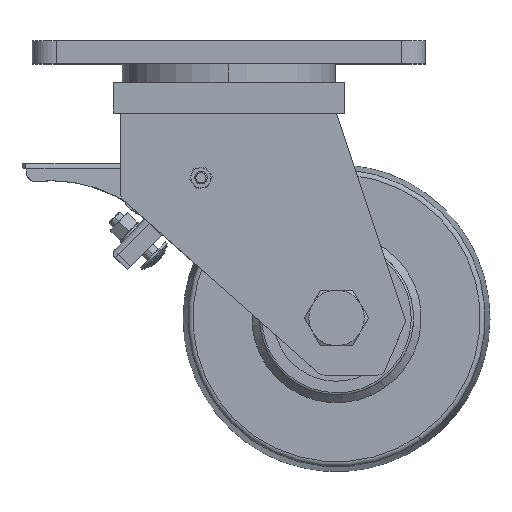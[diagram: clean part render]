
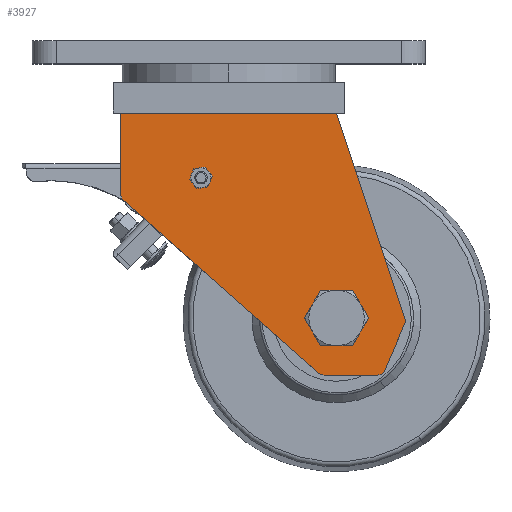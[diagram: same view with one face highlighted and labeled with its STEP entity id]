
A CAD part, top view. The second image highlights one B-rep face of the part: STEP entity #3927.
In plain terms, the highlighted planar face has unit normal (0, 0, 1).
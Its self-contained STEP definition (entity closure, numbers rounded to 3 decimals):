
#938 = DIRECTION ( 'NONE',  ( 0., 0., 1. ) ) ;
#955 = DIRECTION ( 'NONE',  ( 1., 0., 0. ) ) ;
#1279 = ORIENTED_EDGE ( 'NONE', *, *, #28894, .F. ) ;
#1441 = CARTESIAN_POINT ( 'NONE',  ( 66.781, -11.343, 97.674 ) ) ;
#1698 = AXIS2_PLACEMENT_3D ( 'NONE', #15124, #30008, #23978 ) ;
#1930 = LINE ( 'NONE', #16361, #14577 ) ;
#2232 = AXIS2_PLACEMENT_3D ( 'NONE', #34446, #30913, #22160 ) ;
#2507 = AXIS2_PLACEMENT_3D ( 'NONE', #27450, #30603, #33847 ) ;
#2641 = EDGE_CURVE ( 'NONE', #20434, #11351, #34655, .T. ) ;
#2649 = CARTESIAN_POINT ( 'NONE',  ( 146.675, -139.343, 97.674 ) ) ;
#3065 = ORIENTED_EDGE ( 'NONE', *, *, #20739, .F. ) ;
#3315 = VECTOR ( 'NONE', #11638, 1000. ) ;
#3557 = EDGE_CURVE ( 'NONE', #38330, #33755, #15709, .T. ) ;
#3573 = DIRECTION ( 'NONE',  ( 0.316, -0.949, 0. ) ) ;
#3755 = CIRCLE ( 'NONE', #27401, 12.5 ) ;
#3927 = ADVANCED_FACE ( 'NONE', ( #10087, #25062, #17109 ), #36888, .T. ) ;
#4659 = VERTEX_POINT ( 'NONE', #36490 ) ;
#4787 = AXIS2_PLACEMENT_3D ( 'NONE', #33730, #938, #13128 ) ;
#5158 = CIRCLE ( 'NONE', #4787, 5. ) ;
#5184 = DIRECTION ( 'NONE',  ( 0., 1., 0. ) ) ;
#5815 = LINE ( 'NONE', #19397, #19371 ) ;
#5981 = AXIS2_PLACEMENT_3D ( 'NONE', #31495, #19574, #32006 ) ;
#6142 = CARTESIAN_POINT ( 'NONE',  ( 167.281, -102.343, 97.674 ) ) ;
#6529 = VERTEX_POINT ( 'NONE', #6142 ) ;
#6538 = VERTEX_POINT ( 'NONE', #24154 ) ;
#6680 = CARTESIAN_POINT ( 'NONE',  ( 144.781, -139.343, 97.674 ) ) ;
#6818 = EDGE_LOOP ( 'NONE', ( #22205, #34853 ) ) ;
#6878 = EDGE_LOOP ( 'NONE', ( #1279, #17736, #38666, #8546, #22214, #21945, #7609, #3065, #13021, #19150 ) ) ;
#7305 = VECTOR ( 'NONE', #955, 1000. ) ;
#7609 = ORIENTED_EDGE ( 'NONE', *, *, #11526, .F. ) ;
#7729 = DIRECTION ( 'NONE',  ( 1., 0., 0. ) ) ;
#8071 = CARTESIAN_POINT ( 'NONE',  ( 66.781, -11.343, 97.674 ) ) ;
#8274 = CIRCLE ( 'NONE', #34155, 4.25 ) ;
#8546 = ORIENTED_EDGE ( 'NONE', *, *, #11915, .T. ) ;
#8752 = VERTEX_POINT ( 'NONE', #21145 ) ;
#9602 = CARTESIAN_POINT ( 'NONE',  ( 142.281, -102.343, 97.674 ) ) ;
#10050 = VERTEX_POINT ( 'NONE', #24251 ) ;
#10087 = FACE_BOUND ( 'NONE', #25208, .T. ) ;
#10472 = DIRECTION ( 'NONE',  ( -0.749, 0.663, 0. ) ) ;
#11062 = LINE ( 'NONE', #27617, #7305 ) ;
#11351 = VERTEX_POINT ( 'NONE', #2649 ) ;
#11526 = EDGE_CURVE ( 'NONE', #8752, #10050, #31934, .T. ) ;
#11638 = DIRECTION ( 'NONE',  ( -0.394, -0.919, 0. ) ) ;
#11915 = EDGE_CURVE ( 'NONE', #24515, #19329, #30500, .T. ) ;
#13021 = ORIENTED_EDGE ( 'NONE', *, *, #18808, .F. ) ;
#13128 = DIRECTION ( 'NONE',  ( 1., 0., 0. ) ) ;
#13648 = DIRECTION ( 'NONE',  ( 0., 0., 1. ) ) ;
#13709 = EDGE_CURVE ( 'NONE', #6538, #34076, #8274, .T. ) ;
#13963 = CARTESIAN_POINT ( 'NONE',  ( 186.079, -136.312, 97.674 ) ) ;
#14034 = CARTESIAN_POINT ( 'NONE',  ( 19.781, -22.09, 97.674 ) ) ;
#14577 = VECTOR ( 'NONE', #10472, 1000. ) ;
#15014 = AXIS2_PLACEMENT_3D ( 'NONE', #14034, #13648, #31682 ) ;
#15124 = CARTESIAN_POINT ( 'NONE',  ( 154.781, -102.343, 97.674 ) ) ;
#15178 = CARTESIAN_POINT ( 'NONE',  ( 154.781, -102.343, 97.674 ) ) ;
#15479 = CARTESIAN_POINT ( 'NONE',  ( 199.781, -104.343, 97.674 ) ) ;
#15709 = CIRCLE ( 'NONE', #15014, 5. ) ;
#16361 = CARTESIAN_POINT ( 'NONE',  ( 14.781, -24.343, 97.674 ) ) ;
#17035 = LINE ( 'NONE', #6680, #18410 ) ;
#17109 = FACE_BOUND ( 'NONE', #6818, .T. ) ;
#17736 = ORIENTED_EDGE ( 'NONE', *, *, #2641, .T. ) ;
#17738 = ORIENTED_EDGE ( 'NONE', *, *, #35068, .F. ) ;
#17892 = ORIENTED_EDGE ( 'NONE', *, *, #13709, .F. ) ;
#17895 = AXIS2_PLACEMENT_3D ( 'NONE', #8071, #34986, #28458 ) ;
#18410 = VECTOR ( 'NONE', #33583, 1000. ) ;
#18808 = EDGE_CURVE ( 'NONE', #38330, #4659, #5815, .T. ) ;
#19150 = ORIENTED_EDGE ( 'NONE', *, *, #3557, .T. ) ;
#19231 = LINE ( 'NONE', #32522, #3315 ) ;
#19329 = VERTEX_POINT ( 'NONE', #13963 ) ;
#19371 = VECTOR ( 'NONE', #5184, 1000. ) ;
#19397 = CARTESIAN_POINT ( 'NONE',  ( 14.781, 30.657, 97.674 ) ) ;
#19574 = DIRECTION ( 'NONE',  ( 0., 0., 1. ) ) ;
#20032 = CARTESIAN_POINT ( 'NONE',  ( 199.032, -106.09, 97.674 ) ) ;
#20221 = VECTOR ( 'NONE', #3573, 1000. ) ;
#20357 = CARTESIAN_POINT ( 'NONE',  ( 14.781, -22.09, 97.674 ) ) ;
#20434 = VERTEX_POINT ( 'NONE', #25976 ) ;
#20739 = EDGE_CURVE ( 'NONE', #4659, #8752, #11062, .T. ) ;
#21145 = CARTESIAN_POINT ( 'NONE',  ( 154.781, 30.657, 97.674 ) ) ;
#21239 = EDGE_CURVE ( 'NONE', #24515, #11351, #17035, .T. ) ;
#21859 = VERTEX_POINT ( 'NONE', #20032 ) ;
#21945 = ORIENTED_EDGE ( 'NONE', *, *, #36093, .T. ) ;
#22160 = DIRECTION ( 'NONE',  ( 1., 0., 0. ) ) ;
#22205 = ORIENTED_EDGE ( 'NONE', *, *, #25347, .T. ) ;
#22214 = ORIENTED_EDGE ( 'NONE', *, *, #32158, .F. ) ;
#22706 = CARTESIAN_POINT ( 'NONE',  ( 71.031, -11.343, 97.674 ) ) ;
#23295 = CARTESIAN_POINT ( 'NONE',  ( 181.484, -139.343, 97.674 ) ) ;
#23978 = DIRECTION ( 'NONE',  ( 1., 0., 0. ) ) ;
#24154 = CARTESIAN_POINT ( 'NONE',  ( 62.531, -11.343, 97.674 ) ) ;
#24251 = CARTESIAN_POINT ( 'NONE',  ( 199.179, -102.539, 97.674 ) ) ;
#24515 = VERTEX_POINT ( 'NONE', #23295 ) ;
#25062 = FACE_OUTER_BOUND ( 'NONE', #6878, .T. ) ;
#25208 = EDGE_LOOP ( 'NONE', ( #17892, #17738 ) ) ;
#25347 = EDGE_CURVE ( 'NONE', #6529, #35524, #3755, .T. ) ;
#25976 = CARTESIAN_POINT ( 'NONE',  ( 143.362, -138.088, 97.674 ) ) ;
#27036 = EDGE_CURVE ( 'NONE', #35524, #6529, #38253, .T. ) ;
#27401 = AXIS2_PLACEMENT_3D ( 'NONE', #15178, #36614, #33189 ) ;
#27450 = CARTESIAN_POINT ( 'NONE',  ( 14.781, 30.657, 97.674 ) ) ;
#27617 = CARTESIAN_POINT ( 'NONE',  ( 154.781, 30.657, 97.674 ) ) ;
#27726 = CIRCLE ( 'NONE', #17895, 4.25 ) ;
#28458 = DIRECTION ( 'NONE',  ( 1., 0., 0. ) ) ;
#28894 = EDGE_CURVE ( 'NONE', #20434, #33755, #1930, .T. ) ;
#30008 = DIRECTION ( 'NONE',  ( 0., 0., -1. ) ) ;
#30500 = CIRCLE ( 'NONE', #2232, 5. ) ;
#30603 = DIRECTION ( 'NONE',  ( 0., 0., 1. ) ) ;
#30913 = DIRECTION ( 'NONE',  ( 0., 0., 1. ) ) ;
#31495 = CARTESIAN_POINT ( 'NONE',  ( 146.675, -134.343, 97.674 ) ) ;
#31649 = DIRECTION ( 'NONE',  ( 0., 0., 1. ) ) ;
#31682 = DIRECTION ( 'NONE',  ( 1., 0., 0. ) ) ;
#31934 = LINE ( 'NONE', #15479, #20221 ) ;
#32006 = DIRECTION ( 'NONE',  ( 1., 0., 0. ) ) ;
#32158 = EDGE_CURVE ( 'NONE', #21859, #19329, #19231, .T. ) ;
#32159 = CARTESIAN_POINT ( 'NONE',  ( 16.468, -25.835, 97.674 ) ) ;
#32522 = CARTESIAN_POINT ( 'NONE',  ( 184.781, -139.343, 97.674 ) ) ;
#33189 = DIRECTION ( 'NONE',  ( 1., 0., 0. ) ) ;
#33583 = DIRECTION ( 'NONE',  ( -1., 0., 0. ) ) ;
#33730 = CARTESIAN_POINT ( 'NONE',  ( 194.436, -104.12, 97.674 ) ) ;
#33755 = VERTEX_POINT ( 'NONE', #32159 ) ;
#33847 = DIRECTION ( 'NONE',  ( 1., 0., 0. ) ) ;
#34076 = VERTEX_POINT ( 'NONE', #22706 ) ;
#34155 = AXIS2_PLACEMENT_3D ( 'NONE', #1441, #31649, #7729 ) ;
#34446 = CARTESIAN_POINT ( 'NONE',  ( 181.484, -134.343, 97.674 ) ) ;
#34655 = CIRCLE ( 'NONE', #5981, 5. ) ;
#34853 = ORIENTED_EDGE ( 'NONE', *, *, #27036, .T. ) ;
#34986 = DIRECTION ( 'NONE',  ( 0., 0., 1. ) ) ;
#35068 = EDGE_CURVE ( 'NONE', #34076, #6538, #27726, .T. ) ;
#35524 = VERTEX_POINT ( 'NONE', #9602 ) ;
#36093 = EDGE_CURVE ( 'NONE', #21859, #10050, #5158, .T. ) ;
#36490 = CARTESIAN_POINT ( 'NONE',  ( 14.781, 30.657, 97.674 ) ) ;
#36614 = DIRECTION ( 'NONE',  ( 0., 0., -1. ) ) ;
#36888 = PLANE ( 'NONE',  #2507 ) ;
#38253 = CIRCLE ( 'NONE', #1698, 12.5 ) ;
#38330 = VERTEX_POINT ( 'NONE', #20357 ) ;
#38666 = ORIENTED_EDGE ( 'NONE', *, *, #21239, .F. ) ;
